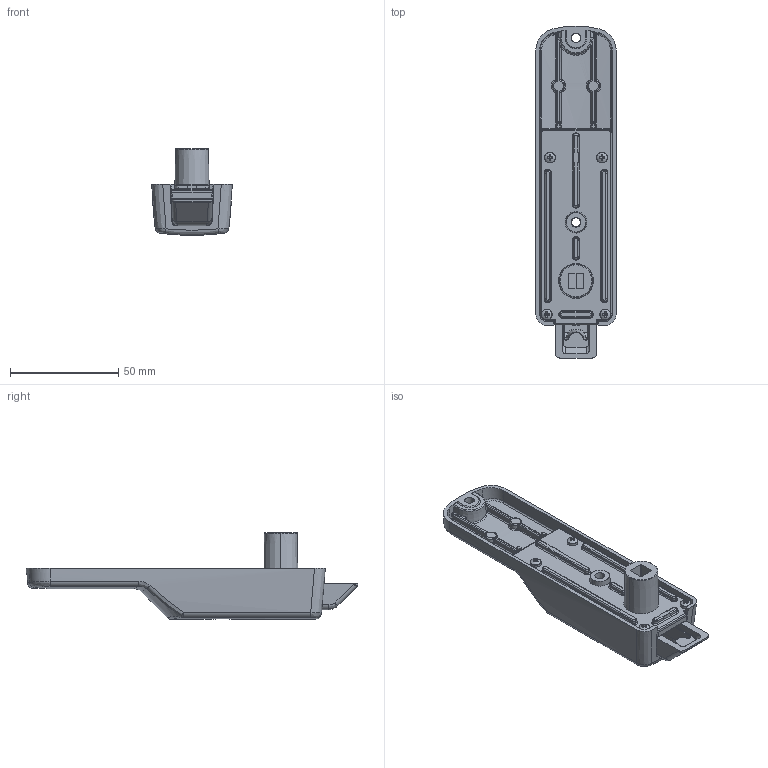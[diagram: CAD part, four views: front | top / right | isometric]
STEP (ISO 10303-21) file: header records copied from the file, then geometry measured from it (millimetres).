
FILE_DESCRIPTION (( 'STEP AP214' ), '1' );
FILE_NAME ('23831.STEP', '2020-09-23T09:43:38', ( '' ), ( '' ), 'SwSTEP 2.0', 'SolidWorks 2020', '' );
FILE_SCHEMA (( 'AUTOMOTIVE_DESIGN' ));
Length unit declared in the file: millimetre
Products named in the file (6): 8401110_1_1; 9235452_1; 23831; pan head cross recess screw_bsi_BS EN ISO 7045 - M2.5 x 10 - Z - 10N_1_1; 8401116_1_1; 8401115_1_1
Assembly tree (8 placements, depth 2):
  23831
    8401116_1_1
    8401110_1_1
    pan head cross recess screw_bsi_BS EN ISO 7045 - M2.5 x 10 - Z - 10N_1_1  x4
    8401115_1_1
    9235452_1
Bounding box: 37 x 153.05 x 39.9 mm (x, y, z)
Volume: 42730.9 mm3; surface area: 39975.9 mm2
Topology: 8 solids, 8 shells, 1820 faces, 4259 edges, 2477 vertices
Faces by surface type: bspline 499, cylinder 483, plane 436, sphere 146, cone 133, torus 123
Entity records: 88192 total; most frequent: CARTESIAN_POINT 34657, ORIENTED_EDGE 7922, DIRECTION 6231, EDGE_CURVE 3961, AXIS2_PLACEMENT_3D 2392, VERTEX_POINT 2303, EDGE_LOOP 1752, UNCERTAINTY_MEASURE_WITH_UNIT 1716
